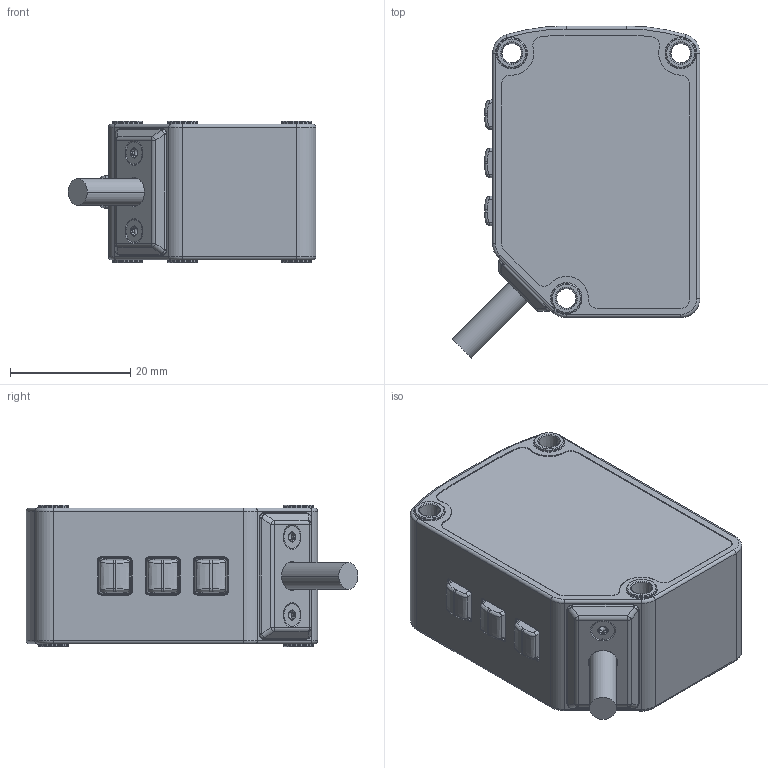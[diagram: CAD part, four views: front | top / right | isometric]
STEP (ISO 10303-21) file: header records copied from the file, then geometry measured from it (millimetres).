
FILE_DESCRIPTION((''),'2;1');
FILE_NAME('205803_SM01_ASM','2022-10-18T13:21:52',('PDMAdmin'),('BANNER ENGINEERING'),'CREO PARAMETRIC BY PTC INC, 2019292','CREO PARAMETRIC BY PTC INC, 2019292','');
FILE_SCHEMA(('CONFIG_CONTROL_DESIGN'));
Length unit declared in the file: millimetre
Products named in the file (2): 205803_EP01; 205803_SM01_ASM
Assembly tree (1 placements, depth 2):
  205803_SM01_ASM
    205803_EP01
Bounding box: 41.21 x 55.21 x 23.5 mm (x, y, z)
Volume: 35453.3 mm3; surface area: 8854.7 mm2
Topology: 3 solids, 3 shells, 606 faces, 1419 edges, 842 vertices
Faces by surface type: cylinder 188, bspline 105, plane 98, torus 92, cone 81, extrusion 30, sphere 12
Entity records: 33923 total; most frequent: CARTESIAN_POINT 20698, ORIENTED_EDGE 2830, DIRECTION 2637, EDGE_CURVE 1415, AXIS2_PLACEMENT_3D 1056, VERTEX_POINT 842, EDGE_LOOP 641, FACE_OUTER_BOUND 606
